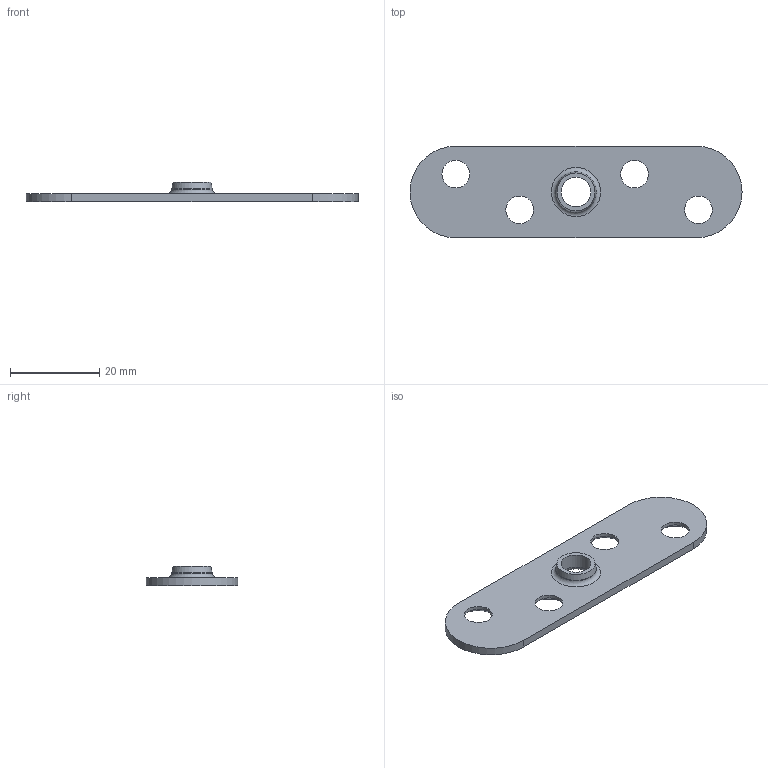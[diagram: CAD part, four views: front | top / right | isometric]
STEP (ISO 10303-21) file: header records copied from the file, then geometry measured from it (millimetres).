
FILE_DESCRIPTION(/* description */ (''),/* implementation_level */ '2;1');
FILE_NAME(/* name */ '26.stp',/* time_stamp */ '2019-10-29T13:53:04+01:00',/* author */ ('DBARI'),/* organization */ (''),/* preprocessor_version */ 'ST-DEVELOPER v17.2',/* originating_system */ 'Autodesk Inventor 2019',/* authorisation */ '');
FILE_SCHEMA (('AUTOMOTIVE_DESIGN { 1 0 10303 214 3 1 1 }'));
Length unit declared in the file: millimetre
Products named in the file (1): 26
Bounding box: 74.3 x 20.5 x 4.3 mm (x, y, z)
Volume: 2325.3 mm3; surface area: 3097.3 mm2
Topology: 1 solids, 1 shells, 20 faces, 49 edges, 32 vertices
Faces by surface type: cylinder 8, cone 5, plane 5, torus 2
Full cylindrical faces by diameter (mm): 6.2 x4, 6.647 x1, 9 x1
Entity records: 668 total; most frequent: DIRECTION 121, CARTESIAN_POINT 102, ORIENTED_EDGE 98, AXIS2_PLACEMENT_3D 51, EDGE_CURVE 49, VERTEX_POINT 32, EDGE_LOOP 31, CIRCLE 30
